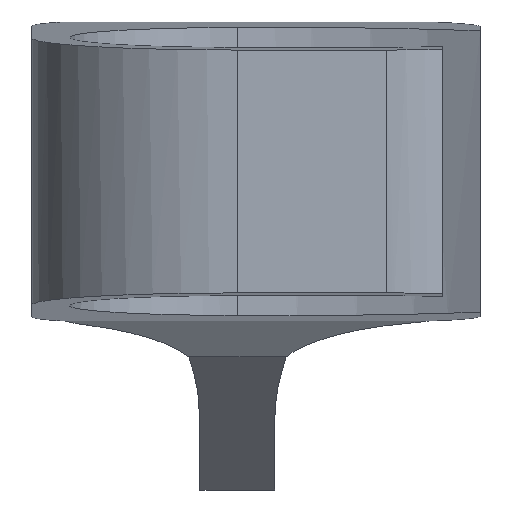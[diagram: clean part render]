
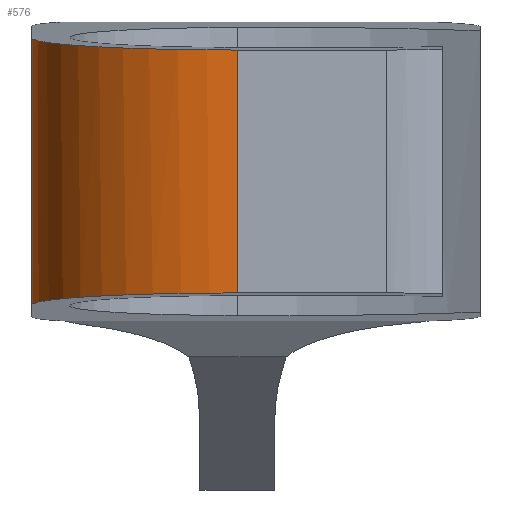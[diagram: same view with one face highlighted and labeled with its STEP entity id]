
A CAD part, front view. The second image highlights one B-rep face of the part: STEP entity #576.
In plain terms, the highlighted cylindrical face has radius 11 mm (diameter 22 mm), a partial arc.
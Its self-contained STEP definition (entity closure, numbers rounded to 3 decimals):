
#44=ELLIPSE('',#628,11.019,11.);
#59=ELLIPSE('',#654,11.019,11.);
#102=FACE_OUTER_BOUND('',#133,.T.);
#133=EDGE_LOOP('',(#517,#518,#519,#520));
#180=LINE('',#1001,#227);
#183=LINE('',#1006,#230);
#227=VECTOR('',#823,10.);
#230=VECTOR('',#830,10.);
#272=VERTEX_POINT('',#921);
#273=VERTEX_POINT('',#923);
#296=VERTEX_POINT('',#993);
#297=VERTEX_POINT('',#995);
#333=EDGE_CURVE('',#273,#272,#44,.T.);
#370=EDGE_CURVE('',#297,#296,#59,.T.);
#373=EDGE_CURVE('',#296,#273,#180,.T.);
#376=EDGE_CURVE('',#297,#272,#183,.T.);
#517=ORIENTED_EDGE('',*,*,#333,.T.);
#518=ORIENTED_EDGE('',*,*,#376,.F.);
#519=ORIENTED_EDGE('',*,*,#370,.T.);
#520=ORIENTED_EDGE('',*,*,#373,.T.);
#550=CYLINDRICAL_SURFACE('',#659,11.);
#576=ADVANCED_FACE('',(#102),#550,.T.);
#628=AXIS2_PLACEMENT_3D('',#924,#740,#741);
#654=AXIS2_PLACEMENT_3D('',#996,#814,#815);
#659=AXIS2_PLACEMENT_3D('',#1005,#828,#829);
#740=DIRECTION('center_axis',(0.,0.059,-0.998));
#741=DIRECTION('ref_axis',(0.,0.998,0.059));
#814=DIRECTION('center_axis',(0.,0.059,0.998));
#815=DIRECTION('ref_axis',(0.,0.998,-0.059));
#823=DIRECTION('',(0.,0.,1.));
#828=DIRECTION('center_axis',(0.,0.,1.));
#829=DIRECTION('ref_axis',(-0.999,0.034,0.));
#830=DIRECTION('',(0.,0.,1.));
#921=CARTESIAN_POINT('',(-12.,0.,17.172));
#923=CARTESIAN_POINT('',(-1.006,-11.373,16.5));
#924=CARTESIAN_POINT('Origin',(-1.006,-0.373,17.15));
#993=CARTESIAN_POINT('',(-1.006,-11.373,3.5));
#995=CARTESIAN_POINT('',(-12.,0.,2.828));
#996=CARTESIAN_POINT('Origin',(-1.006,-0.373,2.85));
#1001=CARTESIAN_POINT('',(-1.006,-11.373,0.));
#1005=CARTESIAN_POINT('Origin',(-1.006,-0.373,0.));
#1006=CARTESIAN_POINT('',(-12.,0.,0.));
